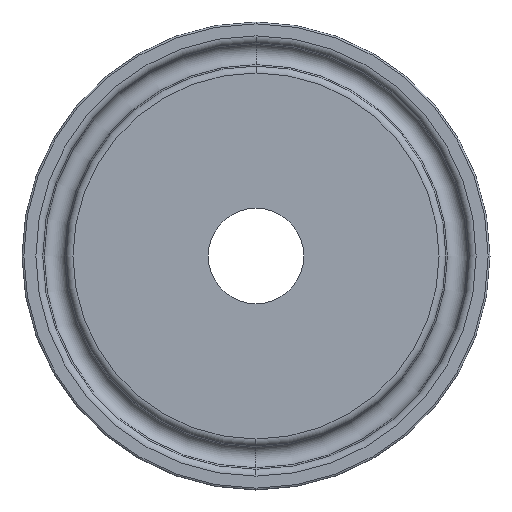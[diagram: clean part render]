
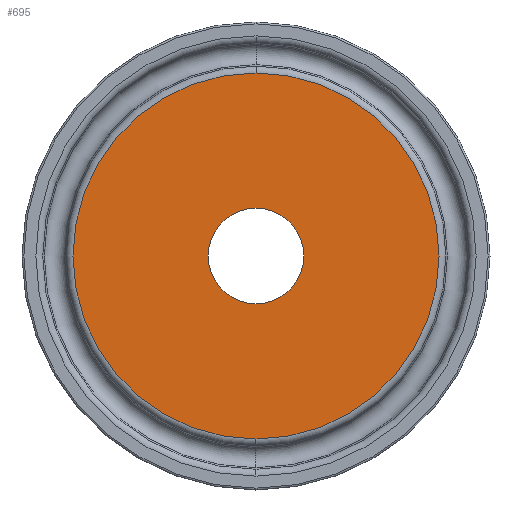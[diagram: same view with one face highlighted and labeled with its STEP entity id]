
A CAD part, left-side view. The second image highlights one B-rep face of the part: STEP entity #695.
In plain terms, the highlighted planar face has unit normal (-1, 0, 0).
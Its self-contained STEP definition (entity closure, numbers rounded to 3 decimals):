
#6 = DIRECTION ( 'NONE',  ( 0., 0., 1. ) ) ;
#14 = VERTEX_POINT ( 'NONE', #216 ) ;
#44 = AXIS2_PLACEMENT_3D ( 'NONE', #296, #403, #234 ) ;
#58 = VERTEX_POINT ( 'NONE', #178 ) ;
#65 = DIRECTION ( 'NONE',  ( -1., 0., 0. ) ) ;
#90 = ORIENTED_EDGE ( 'NONE', *, *, #307, .F. ) ;
#178 = CARTESIAN_POINT ( 'NONE',  ( 0., 0., 19.747 ) ) ;
#189 = VERTEX_POINT ( 'NONE', #734 ) ;
#193 = AXIS2_PLACEMENT_3D ( 'NONE', #591, #521, #755 ) ;
#208 = VERTEX_POINT ( 'NONE', #624 ) ;
#216 = CARTESIAN_POINT ( 'NONE',  ( 0., 0., 5.15 ) ) ;
#220 = EDGE_LOOP ( 'NONE', ( #610, #371 ) ) ;
#231 = FACE_BOUND ( 'NONE', #598, .T. ) ;
#234 = DIRECTION ( 'NONE',  ( 0., 0., -1. ) ) ;
#257 = DIRECTION ( 'NONE',  ( -1., 0., 0. ) ) ;
#267 = CIRCLE ( 'NONE', #193, 19.747 ) ;
#296 = CARTESIAN_POINT ( 'NONE',  ( 0., 19.747, 0. ) ) ;
#307 = EDGE_CURVE ( 'NONE', #208, #14, #476, .T. ) ;
#359 = CARTESIAN_POINT ( 'NONE',  ( 0., 0., 0. ) ) ;
#371 = ORIENTED_EDGE ( 'NONE', *, *, #736, .T. ) ;
#388 = DIRECTION ( 'NONE',  ( 0., 0., 1. ) ) ;
#403 = DIRECTION ( 'NONE',  ( 1., 0., 0. ) ) ;
#419 = DIRECTION ( 'NONE',  ( 0., 0., 1. ) ) ;
#437 = EDGE_CURVE ( 'NONE', #58, #189, #600, .T. ) ;
#458 = ORIENTED_EDGE ( 'NONE', *, *, #570, .F. ) ;
#476 = CIRCLE ( 'NONE', #516, 5.15 ) ;
#516 = AXIS2_PLACEMENT_3D ( 'NONE', #529, #65, #6 ) ;
#521 = DIRECTION ( 'NONE',  ( -1., 0., 0. ) ) ;
#529 = CARTESIAN_POINT ( 'NONE',  ( 0., 0., 0. ) ) ;
#563 = CIRCLE ( 'NONE', #678, 5.15 ) ;
#567 = DIRECTION ( 'NONE',  ( -1., 0., 0. ) ) ;
#570 = EDGE_CURVE ( 'NONE', #14, #208, #563, .T. ) ;
#591 = CARTESIAN_POINT ( 'NONE',  ( 0., 0., 0. ) ) ;
#598 = EDGE_LOOP ( 'NONE', ( #458, #90 ) ) ;
#600 = CIRCLE ( 'NONE', #631, 19.747 ) ;
#610 = ORIENTED_EDGE ( 'NONE', *, *, #437, .T. ) ;
#624 = CARTESIAN_POINT ( 'NONE',  ( 0., 0., -5.15 ) ) ;
#631 = AXIS2_PLACEMENT_3D ( 'NONE', #359, #257, #419 ) ;
#638 = CARTESIAN_POINT ( 'NONE',  ( 0., 0., 0. ) ) ;
#648 = FACE_OUTER_BOUND ( 'NONE', #220, .T. ) ;
#678 = AXIS2_PLACEMENT_3D ( 'NONE', #638, #567, #388 ) ;
#695 = ADVANCED_FACE ( 'NONE', ( #231, #648 ), #698, .F. ) ;
#698 = PLANE ( 'NONE',  #44 ) ;
#734 = CARTESIAN_POINT ( 'NONE',  ( 0., 0., -19.747 ) ) ;
#736 = EDGE_CURVE ( 'NONE', #189, #58, #267, .T. ) ;
#755 = DIRECTION ( 'NONE',  ( 0., 0., 1. ) ) ;
